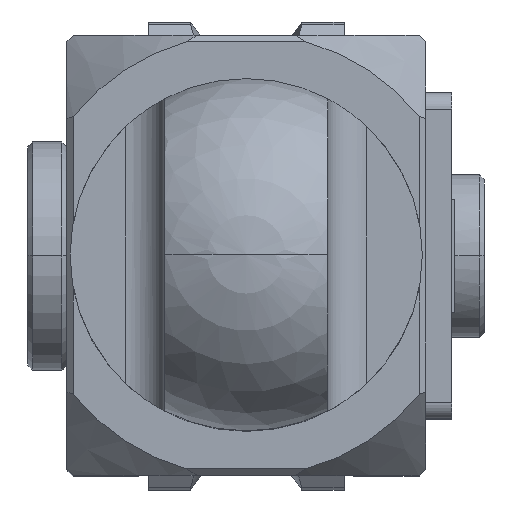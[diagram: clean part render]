
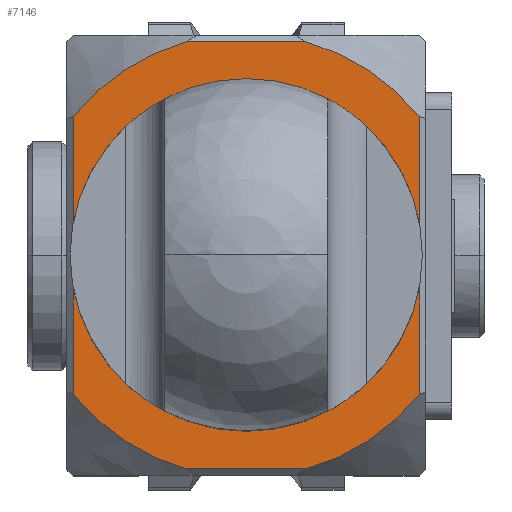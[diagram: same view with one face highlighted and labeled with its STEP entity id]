
A CAD part, top view. The second image highlights one B-rep face of the part: STEP entity #7146.
In plain terms, the highlighted planar face has unit normal (0, 0, 1).
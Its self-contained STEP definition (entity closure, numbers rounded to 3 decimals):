
#1=CARTESIAN_POINT('',(0.,0.,0.));
#2=DIRECTION('',(0.,0.,-1.));
#3=DIRECTION('',(0.269,0.963,0.));
#4=AXIS2_PLACEMENT_3D('',#1,#2,#3);
#6=DIRECTION('',(0.,1.,0.));
#7=VECTOR('',#6,85.206);
#8=CARTESIAN_POINT('',(53.,-42.603,0.));
#9=LINE('',#8,#7);
#10=CARTESIAN_POINT('',(0.,0.,0.));
#11=DIRECTION('',(0.,0.,-1.));
#12=DIRECTION('',(0.779,-0.627,0.));
#13=AXIS2_PLACEMENT_3D('',#10,#11,#12);
#15=DIRECTION('',(1.,0.,0.));
#16=VECTOR('',#15,36.538);
#17=CARTESIAN_POINT('',(-18.269,-65.5,0.));
#18=LINE('',#17,#16);
#19=CARTESIAN_POINT('',(0.,0.,0.));
#20=DIRECTION('',(0.,0.,-1.));
#21=DIRECTION('',(-0.269,-0.963,0.));
#22=AXIS2_PLACEMENT_3D('',#19,#20,#21);
#24=DIRECTION('',(0.,-1.,0.));
#25=VECTOR('',#24,85.206);
#26=CARTESIAN_POINT('',(-53.,42.603,0.));
#27=LINE('',#26,#25);
#28=CARTESIAN_POINT('',(0.,0.,0.));
#29=DIRECTION('',(0.,0.,-1.));
#30=DIRECTION('',(-0.779,0.627,0.));
#31=AXIS2_PLACEMENT_3D('',#28,#29,#30);
#33=DIRECTION('',(-1.,0.,0.));
#34=VECTOR('',#33,36.538);
#35=CARTESIAN_POINT('',(18.269,65.5,0.));
#36=LINE('',#35,#34);
#37=CARTESIAN_POINT('',(0.,0.,0.));
#38=DIRECTION('',(0.,0.,-1.));
#39=DIRECTION('',(-1.,0.,0.));
#40=AXIS2_PLACEMENT_3D('',#37,#38,#39);
#42=CARTESIAN_POINT('',(0.,0.,0.));
#43=DIRECTION('',(0.,0.,-1.));
#44=DIRECTION('',(1.,0.,0.));
#45=AXIS2_PLACEMENT_3D('',#42,#43,#44);
#5631=CARTESIAN_POINT('',(18.269,65.5,0.));
#5632=CARTESIAN_POINT('',(53.,42.603,0.));
#5633=VERTEX_POINT('',#5631);
#5634=VERTEX_POINT('',#5632);
#5635=CARTESIAN_POINT('',(53.,-42.603,0.));
#5636=CARTESIAN_POINT('',(18.269,-65.5,0.));
#5637=VERTEX_POINT('',#5635);
#5638=VERTEX_POINT('',#5636);
#5639=CARTESIAN_POINT('',(-18.269,-65.5,0.));
#5640=CARTESIAN_POINT('',(-53.,-42.603,0.));
#5641=VERTEX_POINT('',#5639);
#5642=VERTEX_POINT('',#5640);
#5643=CARTESIAN_POINT('',(-53.,42.603,0.));
#5644=CARTESIAN_POINT('',(-18.269,65.5,0.));
#5645=VERTEX_POINT('',#5643);
#5646=VERTEX_POINT('',#5644);
#5745=CARTESIAN_POINT('',(-51.,0.,0.));
#5746=CARTESIAN_POINT('',(51.,0.,0.));
#5747=VERTEX_POINT('',#5745);
#5748=VERTEX_POINT('',#5746);
#7117=CARTESIAN_POINT('',(0.,0.,0.));
#7118=DIRECTION('',(0.,0.,1.));
#7119=DIRECTION('',(1.,0.,0.));
#7120=AXIS2_PLACEMENT_3D('',#7117,#7118,#7119);
#7121=PLANE('',#7120);
#7123=ORIENTED_EDGE('',*,*,#7122,.T.);
#7125=ORIENTED_EDGE('',*,*,#7124,.F.);
#7127=ORIENTED_EDGE('',*,*,#7126,.T.);
#7129=ORIENTED_EDGE('',*,*,#7128,.F.);
#7131=ORIENTED_EDGE('',*,*,#7130,.T.);
#7133=ORIENTED_EDGE('',*,*,#7132,.F.);
#7135=ORIENTED_EDGE('',*,*,#7134,.T.);
#7137=ORIENTED_EDGE('',*,*,#7136,.F.);
#7138=EDGE_LOOP('',(#7123,#7125,#7127,#7129,#7131,#7133,#7135,#7137));
#7139=FACE_OUTER_BOUND('',#7138,.F.);
#7141=ORIENTED_EDGE('',*,*,#7140,.F.);
#7143=ORIENTED_EDGE('',*,*,#7142,.F.);
#7144=EDGE_LOOP('',(#7141,#7143));
#7145=FACE_BOUND('',#7144,.F.);
#7146=ADVANCED_FACE('',(#7139,#7145),#7121,.T.);
#5=CIRCLE('',#4,68.);
#14=CIRCLE('',#13,68.);
#23=CIRCLE('',#22,68.);
#32=CIRCLE('',#31,68.);
#41=CIRCLE('',#40,51.);
#46=CIRCLE('',#45,51.);
#7122=EDGE_CURVE('',#5633,#5634,#5,.T.);
#7124=EDGE_CURVE('',#5637,#5634,#9,.T.);
#7126=EDGE_CURVE('',#5637,#5638,#14,.T.);
#7128=EDGE_CURVE('',#5641,#5638,#18,.T.);
#7130=EDGE_CURVE('',#5641,#5642,#23,.T.);
#7132=EDGE_CURVE('',#5645,#5642,#27,.T.);
#7134=EDGE_CURVE('',#5645,#5646,#32,.T.);
#7136=EDGE_CURVE('',#5633,#5646,#36,.T.);
#7140=EDGE_CURVE('',#5747,#5748,#41,.T.);
#7142=EDGE_CURVE('',#5748,#5747,#46,.T.);
